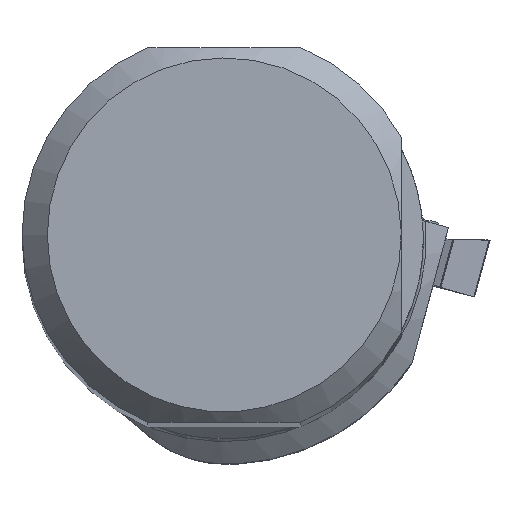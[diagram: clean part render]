
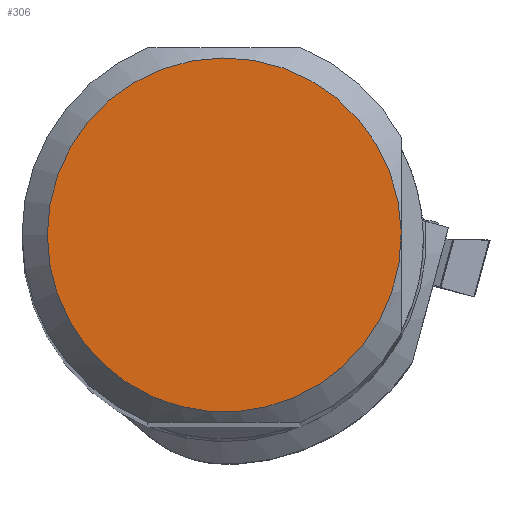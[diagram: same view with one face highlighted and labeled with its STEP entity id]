
A CAD part, top view. The second image highlights one B-rep face of the part: STEP entity #306.
In plain terms, the highlighted planar face has unit normal (0, 0, 1).
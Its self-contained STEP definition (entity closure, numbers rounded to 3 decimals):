
#223=CIRCLE('',#2205,17.489);
#306=ADVANCED_FACE('CU_SU_BP3',(#458),#373,.T.);
#373=PLANE('',#2206);
#458=FACE_OUTER_BOUND('',#561,.T.);
#561=EDGE_LOOP('',(#1048));
#1048=ORIENTED_EDGE('',*,*,#1602,.F.);
#1343=VERTEX_POINT('',#3550);
#1602=EDGE_CURVE('',#1343,#1343,#223,.T.);
#2205=AXIS2_PLACEMENT_3D('',#3549,#2705,#2706);
#2206=AXIS2_PLACEMENT_3D('',#3551,#2707,#2708);
#2705=DIRECTION('',(0.,0.,-1.));
#2706=DIRECTION('',(-1.,0.,0.));
#2707=DIRECTION('',(0.,0.,1.));
#2708=DIRECTION('',(-1.,0.,0.));
#3549=CARTESIAN_POINT('',(0.,0.,0.));
#3550=CARTESIAN_POINT('',(-17.489,0.,0.));
#3551=CARTESIAN_POINT('',(0.,0.,0.));
